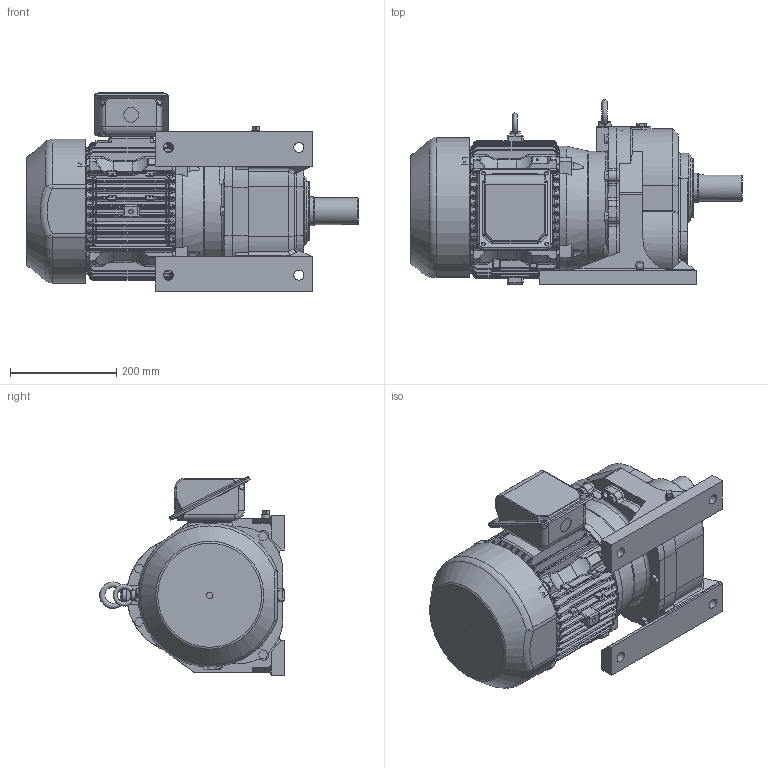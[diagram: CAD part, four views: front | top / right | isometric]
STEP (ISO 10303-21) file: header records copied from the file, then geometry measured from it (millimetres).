
FILE_DESCRIPTION (( 'STEP AP214' ), '1' );
FILE_NAME ('F1-18_H_EK2DO08325H001_defeature.stp', '2022-06-02T00:47:17', ( 'Windows 餌辨濠' ), ( '' ), 'SwSTEP 2.0', 'SolidWorks 2021', '' );
FILE_SCHEMA (( 'AUTOMOTIVE_DESIGN' ));
Length unit declared in the file: millimetre
Products named in the file (1): F1-18_H_EK2DO08325H001_defeature
Bounding box: 623.6 x 346.96 x 372.38 mm (x, y, z)
Volume: 30861685.3 mm3; surface area: 1517752.9 mm2
Topology: 13 solids, 13 shells, 3446 faces, 8457 edges, 5046 vertices
Faces by surface type: cylinder 1211, bspline 1032, plane 737, torus 222, cone 161, sphere 83
Full cylindrical faces by diameter (mm): 2.6 x4, 2.7 x2, 4 x2, 4.2 x4, 5 x10, 6.8 x8, 7 x4, 8 x4, 8.344 x1, 8.5 x4, 10 x11, 10.072 x1, 10.2 x1, 11 x2, 12 x2, 13 x4, 14.3 x2, 19 x4, 26 x1, 28 x1, 35 x1, 45 x1, 50 x1, 55 x1, 59.6 x1, 64.2 x1, 73.4 x1, 78 x2, 110 x1, 130 x1
Entity records: 134907 total; most frequent: CARTESIAN_POINT 62457, ORIENTED_EDGE 16378, DIRECTION 13049, EDGE_CURVE 8189, AXIS2_PLACEMENT_3D 5188, VERTEX_POINT 4971, EDGE_LOOP 3692, FACE_OUTER_BOUND 3538
